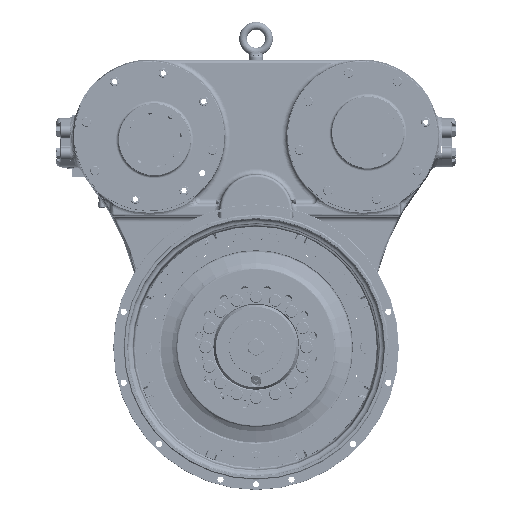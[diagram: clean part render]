
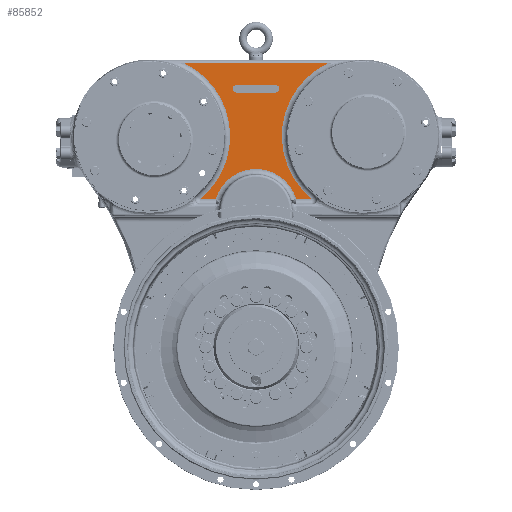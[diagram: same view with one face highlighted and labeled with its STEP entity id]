
A CAD part, top view. The second image highlights one B-rep face of the part: STEP entity #85852.
In plain terms, the highlighted planar face has unit normal (0, 0, 1).
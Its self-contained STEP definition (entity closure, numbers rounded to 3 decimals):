
#5167 = CIRCLE ( 'NONE', #384127, 156.295 ) ;
#7038 = VERTEX_POINT ( 'NONE', #120871 ) ;
#11052 = CARTESIAN_POINT ( 'NONE',  ( 206.284, 408.452, -121.5 ) ) ;
#23489 = ORIENTED_EDGE ( 'NONE', *, *, #34248, .T. ) ;
#25914 = CARTESIAN_POINT ( 'NONE',  ( 206.284, 550.262, -121.5 ) ) ;
#34248 = EDGE_CURVE ( 'NONE', #181662, #36694, #304626, .T. ) ;
#36694 = VERTEX_POINT ( 'NONE', #276872 ) ;
#40191 = EDGE_CURVE ( 'NONE', #286332, #405216, #5167, .T. ) ;
#47164 = CARTESIAN_POINT ( 'NONE',  ( -49.989, 408.452, -121.5 ) ) ;
#48295 = ORIENTED_EDGE ( 'NONE', *, *, #199168, .T. ) ;
#54998 = CARTESIAN_POINT ( 'NONE',  ( -37.5, 507.5, -121.5 ) ) ;
#56093 = CIRCLE ( 'NONE', #378184, 80.879 ) ;
#66497 = CARTESIAN_POINT ( 'NONE',  ( -206.284, 408.452, -121.5 ) ) ;
#66606 = DIRECTION ( 'NONE',  ( 1., 0., 0. ) ) ;
#70916 = VERTEX_POINT ( 'NONE', #177408 ) ;
#71495 = DIRECTION ( 'NONE',  ( 1., 0., 0. ) ) ;
#75104 = VECTOR ( 'NONE', #162579, 1000. ) ;
#85852 = ADVANCED_FACE ( 'NONE', ( #324474, #425460 ), #123014, .T. ) ;
#88742 = LINE ( 'NONE', #25914, #75104 ) ;
#95799 = LINE ( 'NONE', #337680, #419979 ) ;
#99566 = CARTESIAN_POINT ( 'NONE',  ( 37.5, 500., -121.5 ) ) ;
#99900 = AXIS2_PLACEMENT_3D ( 'NONE', #99566, #133166, #413051 ) ;
#108247 = LINE ( 'NONE', #137396, #258901 ) ;
#114465 = ORIENTED_EDGE ( 'NONE', *, *, #226529, .T. ) ;
#118111 = EDGE_LOOP ( 'NONE', ( #23489, #193721, #266531, #199399 ) ) ;
#120356 = DIRECTION ( 'NONE',  ( 0., 0., -1. ) ) ;
#120871 = CARTESIAN_POINT ( 'NONE',  ( 37.5, 507.5, -121.5 ) ) ;
#123014 = PLANE ( 'NONE',  #249339 ) ;
#133166 = DIRECTION ( 'NONE',  ( 0., 0., -1. ) ) ;
#134560 = CARTESIAN_POINT ( 'NONE',  ( 206.284, 492.5, -121.5 ) ) ;
#137396 = CARTESIAN_POINT ( 'NONE',  ( 206.284, 287.157, -121.5 ) ) ;
#143715 = ORIENTED_EDGE ( 'NONE', *, *, #400300, .T. ) ;
#153902 = CARTESIAN_POINT ( 'NONE',  ( 0., 264.011, -121.5 ) ) ;
#157138 = CIRCLE ( 'NONE', #99900, 7.5 ) ;
#162579 = DIRECTION ( 'NONE',  ( -1., 0., 0. ) ) ;
#165666 = CARTESIAN_POINT ( 'NONE',  ( 206.284, 507.5, -121.5 ) ) ;
#175420 = DIRECTION ( 'NONE',  ( 1., 0., 0. ) ) ;
#177408 = CARTESIAN_POINT ( 'NONE',  ( 107.716, 287.157, -121.5 ) ) ;
#181662 = VERTEX_POINT ( 'NONE', #424275 ) ;
#193721 = ORIENTED_EDGE ( 'NONE', *, *, #428876, .T. ) ;
#194721 = CARTESIAN_POINT ( 'NONE',  ( 77.496, 287.157, -121.5 ) ) ;
#199168 = EDGE_CURVE ( 'NONE', #289403, #325544, #56093, .T. ) ;
#199399 = ORIENTED_EDGE ( 'NONE', *, *, #251011, .T. ) ;
#203132 = CIRCLE ( 'NONE', #259319, 7.5 ) ;
#217189 = DIRECTION ( 'NONE',  ( 1., 0., 0. ) ) ;
#221731 = ORIENTED_EDGE ( 'NONE', *, *, #404497, .T. ) ;
#226529 = EDGE_CURVE ( 'NONE', #427385, #283175, #88742, .T. ) ;
#231448 = DIRECTION ( 'NONE',  ( 1., 0., 0. ) ) ;
#235091 = LINE ( 'NONE', #165666, #349468 ) ;
#238043 = DIRECTION ( 'NONE',  ( 0., 0., -1. ) ) ;
#243015 = DIRECTION ( 'NONE',  ( 0., 0., -1. ) ) ;
#249339 = AXIS2_PLACEMENT_3D ( 'NONE', #11052, #317869, #217189 ) ;
#251011 = EDGE_CURVE ( 'NONE', #7038, #181662, #157138, .T. ) ;
#252508 = VERTEX_POINT ( 'NONE', #54998 ) ;
#256091 = AXIS2_PLACEMENT_3D ( 'NONE', #66497, #306068, #371218 ) ;
#256904 = DIRECTION ( 'NONE',  ( 1., 0., 0. ) ) ;
#258901 = VECTOR ( 'NONE', #175420, 1000. ) ;
#259319 = AXIS2_PLACEMENT_3D ( 'NONE', #337535, #431781, #303817 ) ;
#266531 = ORIENTED_EDGE ( 'NONE', *, *, #366317, .T. ) ;
#269155 = VECTOR ( 'NONE', #407768, 1000. ) ;
#276872 = CARTESIAN_POINT ( 'NONE',  ( -37.5, 492.5, -121.5 ) ) ;
#277739 = AXIS2_PLACEMENT_3D ( 'NONE', #370312, #238043, #231448 ) ;
#283175 = VERTEX_POINT ( 'NONE', #388942 ) ;
#286332 = VERTEX_POINT ( 'NONE', #47164 ) ;
#289403 = VERTEX_POINT ( 'NONE', #429049 ) ;
#290532 = CARTESIAN_POINT ( 'NONE',  ( -107.716, 287.157, -121.5 ) ) ;
#303817 = DIRECTION ( 'NONE',  ( 1., 0., 0. ) ) ;
#304626 = LINE ( 'NONE', #134560, #269155 ) ;
#305754 = DIRECTION ( 'NONE',  ( 1., 0., 0. ) ) ;
#306068 = DIRECTION ( 'NONE',  ( 0., 0., -1. ) ) ;
#306565 = EDGE_CURVE ( 'NONE', #70916, #427385, #435095, .T. ) ;
#317869 = DIRECTION ( 'NONE',  ( 0., 0., 1. ) ) ;
#324474 = FACE_OUTER_BOUND ( 'NONE', #414686, .T. ) ;
#325544 = VERTEX_POINT ( 'NONE', #194721 ) ;
#337535 = CARTESIAN_POINT ( 'NONE',  ( -37.5, 500., -121.5 ) ) ;
#337680 = CARTESIAN_POINT ( 'NONE',  ( 140.297, 287.157, -121.5 ) ) ;
#345280 = ORIENTED_EDGE ( 'NONE', *, *, #306565, .T. ) ;
#349468 = VECTOR ( 'NONE', #71495, 1000. ) ;
#352402 = ORIENTED_EDGE ( 'NONE', *, *, #40191, .T. ) ;
#366317 = EDGE_CURVE ( 'NONE', #252508, #7038, #235091, .T. ) ;
#370312 = CARTESIAN_POINT ( 'NONE',  ( 206.284, 408.452, -121.5 ) ) ;
#371218 = DIRECTION ( 'NONE',  ( 1., 0., 0. ) ) ;
#378184 = AXIS2_PLACEMENT_3D ( 'NONE', #153902, #120356, #256904 ) ;
#384127 = AXIS2_PLACEMENT_3D ( 'NONE', #413307, #243015, #305754 ) ;
#388942 = CARTESIAN_POINT ( 'NONE',  ( -140.571, 550.262, -121.5 ) ) ;
#394903 = EDGE_CURVE ( 'NONE', #325544, #70916, #95799, .T. ) ;
#400300 = EDGE_CURVE ( 'NONE', #283175, #286332, #434897, .T. ) ;
#401075 = CARTESIAN_POINT ( 'NONE',  ( 140.571, 550.262, -121.5 ) ) ;
#404497 = EDGE_CURVE ( 'NONE', #405216, #289403, #108247, .T. ) ;
#405216 = VERTEX_POINT ( 'NONE', #290532 ) ;
#407768 = DIRECTION ( 'NONE',  ( -1., 0., 0. ) ) ;
#413051 = DIRECTION ( 'NONE',  ( 1., 0., 0. ) ) ;
#413307 = CARTESIAN_POINT ( 'NONE',  ( -206.284, 408.452, -121.5 ) ) ;
#414686 = EDGE_LOOP ( 'NONE', ( #114465, #143715, #352402, #221731, #48295, #430400, #345280 ) ) ;
#419979 = VECTOR ( 'NONE', #66606, 1000. ) ;
#424275 = CARTESIAN_POINT ( 'NONE',  ( 37.5, 492.5, -121.5 ) ) ;
#425460 = FACE_BOUND ( 'NONE', #118111, .T. ) ;
#427385 = VERTEX_POINT ( 'NONE', #401075 ) ;
#428876 = EDGE_CURVE ( 'NONE', #36694, #252508, #203132, .T. ) ;
#429049 = CARTESIAN_POINT ( 'NONE',  ( -77.496, 287.157, -121.5 ) ) ;
#430400 = ORIENTED_EDGE ( 'NONE', *, *, #394903, .T. ) ;
#431781 = DIRECTION ( 'NONE',  ( 0., 0., -1. ) ) ;
#434897 = CIRCLE ( 'NONE', #256091, 156.295 ) ;
#435095 = CIRCLE ( 'NONE', #277739, 156.295 ) ;
